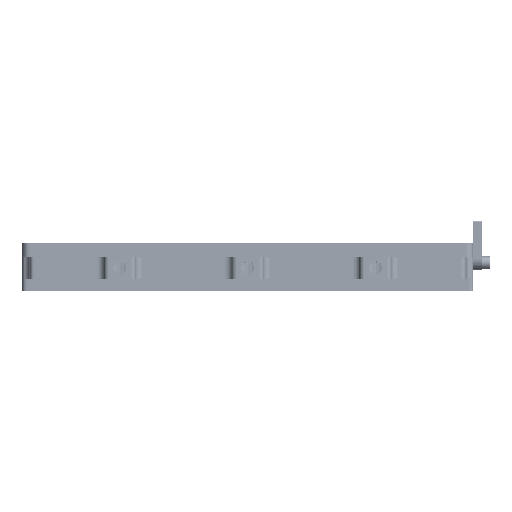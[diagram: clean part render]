
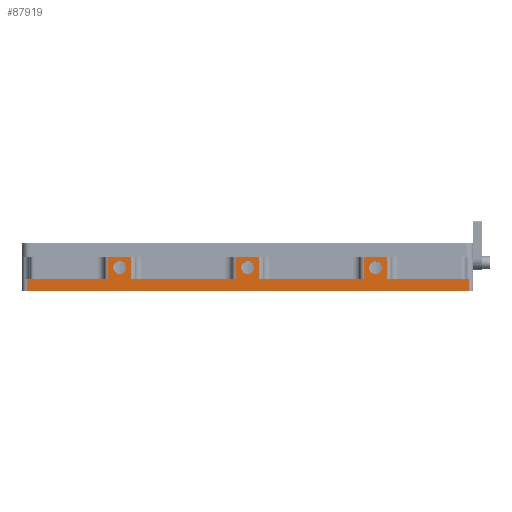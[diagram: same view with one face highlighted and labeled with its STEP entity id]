
A CAD part, front view. The second image highlights one B-rep face of the part: STEP entity #87919.
In plain terms, the highlighted planar face has unit normal (0, -1, 0).
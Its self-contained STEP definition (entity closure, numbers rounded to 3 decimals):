
#1339=FACE_BOUND('',#9499,.T.);
#1340=FACE_BOUND('',#9500,.T.);
#1341=FACE_BOUND('',#9501,.T.);
#3948=PLANE('',#93661);
#4915=FACE_OUTER_BOUND('',#9498,.T.);
#9498=EDGE_LOOP('',(#61174,#61175,#61176,#61177,#61178,#61179,#61180,#61181,
#61182,#61183,#61184,#61185,#61186,#61187,#61188,#61189));
#9499=EDGE_LOOP('',(#61190,#61191));
#9500=EDGE_LOOP('',(#61192,#61193));
#9501=EDGE_LOOP('',(#61194,#61195));
#17069=LINE('',#139995,#22541);
#17140=LINE('',#140284,#22612);
#17141=LINE('',#140287,#22613);
#17144=LINE('',#140299,#22616);
#17145=LINE('',#140300,#22617);
#17146=LINE('',#140302,#22618);
#17147=LINE('',#140304,#22619);
#17148=LINE('',#140306,#22620);
#17149=LINE('',#140308,#22621);
#17150=LINE('',#140310,#22622);
#17151=LINE('',#140312,#22623);
#17152=LINE('',#140314,#22624);
#17153=LINE('',#140316,#22625);
#17154=LINE('',#140318,#22626);
#17155=LINE('',#140320,#22627);
#17156=LINE('',#140321,#22628);
#22541=VECTOR('',#109121,10.);
#22612=VECTOR('',#109440,10.);
#22613=VECTOR('',#109443,10.);
#22616=VECTOR('',#109454,10.);
#22617=VECTOR('',#109455,10.);
#22618=VECTOR('',#109456,10.);
#22619=VECTOR('',#109457,10.);
#22620=VECTOR('',#109458,10.);
#22621=VECTOR('',#109459,10.);
#22622=VECTOR('',#109460,10.);
#22623=VECTOR('',#109461,10.);
#22624=VECTOR('',#109462,10.);
#22625=VECTOR('',#109463,10.);
#22626=VECTOR('',#109464,10.);
#22627=VECTOR('',#109465,10.);
#22628=VECTOR('',#109466,10.);
#27711=CIRCLE('',#93662,4.283);
#27712=CIRCLE('',#93663,4.283);
#27713=CIRCLE('',#93664,4.283);
#27714=CIRCLE('',#93665,4.283);
#27715=CIRCLE('',#93666,4.283);
#27716=CIRCLE('',#93667,4.283);
#36473=VERTEX_POINT('',#139992);
#36474=VERTEX_POINT('',#139994);
#36567=VERTEX_POINT('',#140280);
#36568=VERTEX_POINT('',#140282);
#36569=VERTEX_POINT('',#140286);
#36574=VERTEX_POINT('',#140298);
#36575=VERTEX_POINT('',#140301);
#36576=VERTEX_POINT('',#140303);
#36577=VERTEX_POINT('',#140305);
#36578=VERTEX_POINT('',#140307);
#36579=VERTEX_POINT('',#140309);
#36580=VERTEX_POINT('',#140311);
#36581=VERTEX_POINT('',#140313);
#36582=VERTEX_POINT('',#140315);
#36583=VERTEX_POINT('',#140317);
#36584=VERTEX_POINT('',#140319);
#36585=VERTEX_POINT('',#140322);
#36586=VERTEX_POINT('',#140323);
#36587=VERTEX_POINT('',#140326);
#36588=VERTEX_POINT('',#140327);
#36589=VERTEX_POINT('',#140330);
#36590=VERTEX_POINT('',#140331);
#46172=EDGE_CURVE('',#36473,#36474,#17069,.T.);
#46329=EDGE_CURVE('',#36568,#36567,#17140,.T.);
#46330=EDGE_CURVE('',#36567,#36569,#17141,.T.);
#46336=EDGE_CURVE('',#36568,#36574,#17144,.T.);
#46337=EDGE_CURVE('',#36474,#36574,#17145,.T.);
#46338=EDGE_CURVE('',#36575,#36473,#17146,.T.);
#46339=EDGE_CURVE('',#36575,#36576,#17147,.T.);
#46340=EDGE_CURVE('',#36577,#36576,#17148,.T.);
#46341=EDGE_CURVE('',#36578,#36577,#17149,.T.);
#46342=EDGE_CURVE('',#36579,#36578,#17150,.T.);
#46343=EDGE_CURVE('',#36579,#36580,#17151,.T.);
#46344=EDGE_CURVE('',#36581,#36580,#17152,.T.);
#46345=EDGE_CURVE('',#36582,#36581,#17153,.T.);
#46346=EDGE_CURVE('',#36583,#36582,#17154,.T.);
#46347=EDGE_CURVE('',#36583,#36584,#17155,.T.);
#46348=EDGE_CURVE('',#36569,#36584,#17156,.T.);
#46349=EDGE_CURVE('',#36585,#36586,#27711,.T.);
#46350=EDGE_CURVE('',#36586,#36585,#27712,.T.);
#46351=EDGE_CURVE('',#36587,#36588,#27713,.T.);
#46352=EDGE_CURVE('',#36588,#36587,#27714,.T.);
#46353=EDGE_CURVE('',#36589,#36590,#27715,.T.);
#46354=EDGE_CURVE('',#36590,#36589,#27716,.T.);
#61174=ORIENTED_EDGE('',*,*,#46329,.F.);
#61175=ORIENTED_EDGE('',*,*,#46336,.T.);
#61176=ORIENTED_EDGE('',*,*,#46337,.F.);
#61177=ORIENTED_EDGE('',*,*,#46172,.F.);
#61178=ORIENTED_EDGE('',*,*,#46338,.F.);
#61179=ORIENTED_EDGE('',*,*,#46339,.T.);
#61180=ORIENTED_EDGE('',*,*,#46340,.F.);
#61181=ORIENTED_EDGE('',*,*,#46341,.F.);
#61182=ORIENTED_EDGE('',*,*,#46342,.F.);
#61183=ORIENTED_EDGE('',*,*,#46343,.T.);
#61184=ORIENTED_EDGE('',*,*,#46344,.F.);
#61185=ORIENTED_EDGE('',*,*,#46345,.F.);
#61186=ORIENTED_EDGE('',*,*,#46346,.F.);
#61187=ORIENTED_EDGE('',*,*,#46347,.T.);
#61188=ORIENTED_EDGE('',*,*,#46348,.F.);
#61189=ORIENTED_EDGE('',*,*,#46330,.F.);
#61190=ORIENTED_EDGE('',*,*,#46349,.T.);
#61191=ORIENTED_EDGE('',*,*,#46350,.T.);
#61192=ORIENTED_EDGE('',*,*,#46351,.T.);
#61193=ORIENTED_EDGE('',*,*,#46352,.T.);
#61194=ORIENTED_EDGE('',*,*,#46353,.T.);
#61195=ORIENTED_EDGE('',*,*,#46354,.T.);
#87919=ADVANCED_FACE('',(#4915,#1339,#1340,#1341),#3948,.T.);
#93661=AXIS2_PLACEMENT_3D('',#140297,#109452,#109453);
#93662=AXIS2_PLACEMENT_3D('',#140324,#109467,#109468);
#93663=AXIS2_PLACEMENT_3D('',#140325,#109469,#109470);
#93664=AXIS2_PLACEMENT_3D('',#140328,#109471,#109472);
#93665=AXIS2_PLACEMENT_3D('',#140329,#109473,#109474);
#93666=AXIS2_PLACEMENT_3D('',#140332,#109475,#109476);
#93667=AXIS2_PLACEMENT_3D('',#140333,#109477,#109478);
#109121=DIRECTION('',(1.,0.,0.));
#109440=DIRECTION('',(0.,0.,1.));
#109443=DIRECTION('',(1.,0.,0.));
#109452=DIRECTION('center_axis',(0.,-1.,0.));
#109453=DIRECTION('ref_axis',(1.,0.,0.));
#109454=DIRECTION('',(1.,0.,0.));
#109455=DIRECTION('',(0.,0.,-1.));
#109456=DIRECTION('',(0.,0.,-1.));
#109457=DIRECTION('',(-1.,0.,0.));
#109458=DIRECTION('',(0.,0.,1.));
#109459=DIRECTION('',(1.,0.,0.));
#109460=DIRECTION('',(0.,0.,-1.));
#109461=DIRECTION('',(-1.,0.,0.));
#109462=DIRECTION('',(0.,0.,1.));
#109463=DIRECTION('',(1.,0.,0.));
#109464=DIRECTION('',(0.,0.,-1.));
#109465=DIRECTION('',(-1.,0.,0.));
#109466=DIRECTION('',(0.,0.,1.));
#109467=DIRECTION('center_axis',(0.,1.,0.));
#109468=DIRECTION('ref_axis',(1.,0.,0.));
#109469=DIRECTION('center_axis',(0.,1.,0.));
#109470=DIRECTION('ref_axis',(1.,0.,0.));
#109471=DIRECTION('center_axis',(0.,1.,0.));
#109472=DIRECTION('ref_axis',(1.,0.,0.));
#109473=DIRECTION('center_axis',(0.,1.,0.));
#109474=DIRECTION('ref_axis',(1.,0.,0.));
#109475=DIRECTION('center_axis',(0.,1.,0.));
#109476=DIRECTION('ref_axis',(1.,0.,0.));
#109477=DIRECTION('center_axis',(0.,1.,0.));
#109478=DIRECTION('ref_axis',(1.,0.,0.));
#139992=CARTESIAN_POINT('',(92.584,-225.,8.));
#139994=CARTESIAN_POINT('',(147.,-225.,8.));
#139995=CARTESIAN_POINT('',(-150.,-225.,8.));
#140280=CARTESIAN_POINT('',(-147.,-225.,8.));
#140282=CARTESIAN_POINT('',(-147.,-225.,0.));
#140284=CARTESIAN_POINT('',(-147.,-225.,0.));
#140286=CARTESIAN_POINT('',(-92.584,-225.,8.));
#140287=CARTESIAN_POINT('',(-150.,-225.,8.));
#140297=CARTESIAN_POINT('Origin',(-150.,-225.,0.));
#140298=CARTESIAN_POINT('',(147.,-225.,0.));
#140299=CARTESIAN_POINT('',(-150.,-225.,0.));
#140300=CARTESIAN_POINT('',(147.,-225.,0.));
#140301=CARTESIAN_POINT('',(92.584,-225.,22.5));
#140302=CARTESIAN_POINT('',(92.584,-225.,8.));
#140303=CARTESIAN_POINT('',(77.416,-225.,22.5));
#140304=CARTESIAN_POINT('',(80.,-225.,22.5));
#140305=CARTESIAN_POINT('',(77.416,-225.,8.));
#140306=CARTESIAN_POINT('',(77.416,-225.,8.));
#140307=CARTESIAN_POINT('',(7.584,-225.,8.));
#140308=CARTESIAN_POINT('',(-150.,-225.,8.));
#140309=CARTESIAN_POINT('',(7.584,-225.,22.5));
#140310=CARTESIAN_POINT('',(7.584,-225.,8.));
#140311=CARTESIAN_POINT('',(-7.584,-225.,22.5));
#140312=CARTESIAN_POINT('',(-5.,-225.,22.5));
#140313=CARTESIAN_POINT('',(-7.584,-225.,8.));
#140314=CARTESIAN_POINT('',(-7.584,-225.,8.));
#140315=CARTESIAN_POINT('',(-77.416,-225.,8.));
#140316=CARTESIAN_POINT('',(-150.,-225.,8.));
#140317=CARTESIAN_POINT('',(-77.416,-225.,22.5));
#140318=CARTESIAN_POINT('',(-77.416,-225.,8.));
#140319=CARTESIAN_POINT('',(-92.584,-225.,22.5));
#140320=CARTESIAN_POINT('',(-90.,-225.,22.5));
#140321=CARTESIAN_POINT('',(-92.584,-225.,8.));
#140322=CARTESIAN_POINT('',(-80.717,-225.,15.25));
#140323=CARTESIAN_POINT('',(-89.283,-225.,15.25));
#140324=CARTESIAN_POINT('Origin',(-85.,-225.,15.25));
#140325=CARTESIAN_POINT('Origin',(-85.,-225.,15.25));
#140326=CARTESIAN_POINT('',(4.283,-225.,15.25));
#140327=CARTESIAN_POINT('',(-4.283,-225.,15.25));
#140328=CARTESIAN_POINT('Origin',(0.,-225.,15.25));
#140329=CARTESIAN_POINT('Origin',(0.,-225.,15.25));
#140330=CARTESIAN_POINT('',(89.283,-225.,15.25));
#140331=CARTESIAN_POINT('',(80.717,-225.,15.25));
#140332=CARTESIAN_POINT('Origin',(85.,-225.,15.25));
#140333=CARTESIAN_POINT('Origin',(85.,-225.,15.25));
